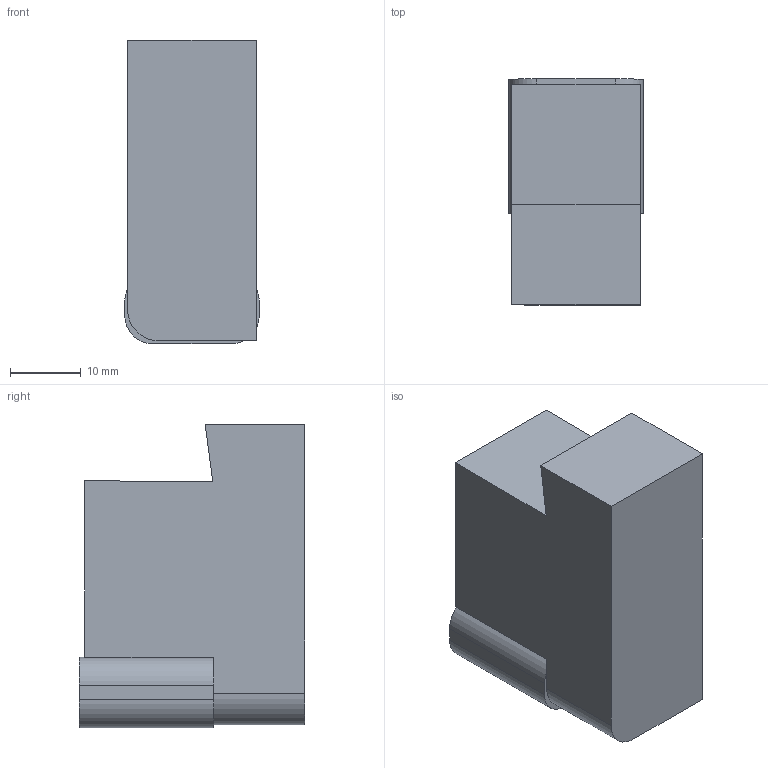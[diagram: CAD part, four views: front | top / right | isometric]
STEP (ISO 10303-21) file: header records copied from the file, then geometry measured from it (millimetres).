
FILE_DESCRIPTION(/* description */ (''),/* implementation_level */ '2;1');
FILE_NAME(/* name */ 'CT-PLFNL3219-19.stp',/* time_stamp */ '2018-03-29T15:39:29+05:00',/* author */ (''),/* organization */ (''),/* preprocessor_version */ 'ST-DEVELOPER v16',/* originating_system */ 'SIEMENS PLM Software NX 11.0',/* authorisation */ '');
FILE_SCHEMA (('AUTOMOTIVE_DESIGN { 1 0 10303 214 3 1 1 1 }'));
Length unit declared in the file: millimetre
Products named in the file (1): vino0BA5zimm
Bounding box: 19.05 x 32 x 43 mm (x, y, z)
Volume: 21775.5 mm3; surface area: 6036.8 mm2
Topology: 2 solids, 2 shells, 21 faces, 51 edges, 34 vertices
Faces by surface type: plane 16, cylinder 5
Entity records: 682 total; most frequent: DIRECTION 111, CARTESIAN_POINT 110, ORIENTED_EDGE 102, EDGE_CURVE 51, LINE 41, VECTOR 41, AXIS2_PLACEMENT_3D 35, VERTEX_POINT 34
